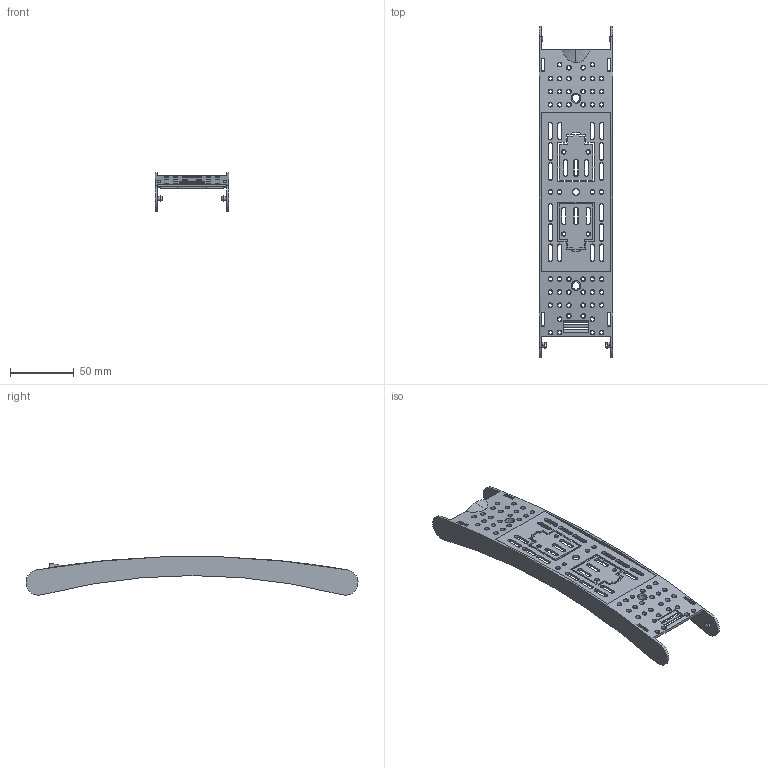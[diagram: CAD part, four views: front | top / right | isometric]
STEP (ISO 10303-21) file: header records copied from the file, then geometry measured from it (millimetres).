
FILE_DESCRIPTION(/* description */ (''),/* implementation_level */ '2;1');
FILE_NAME(/* name */ '3NX3152_000157032_stp_stp.stp',/* time_stamp */ '2024-10-10T09:33:32+02:00',/* author */ (''),/* organization */ (''),/* preprocessor_version */ 'ST-DEVELOPER v18.101',/* originating_system */ 'SIEMENS PLM Software NX 2007',/* authorisation */ '');
FILE_SCHEMA (('AUTOMOTIVE_DESIGN { 1 0 10303 214 3 1 1 1 }'));
Length unit declared in the file: millimetre
Products named in the file (1): 3NX3152_000157032_stp_stp
Bounding box: 58 x 261.08 x 30.15 mm (x, y, z)
Volume: 36182 mm3; surface area: 47254.8 mm2
Topology: 1 solids, 1 shells, 543 faces, 1617 edges, 1084 vertices
Faces by surface type: plane 324, cone 121, bspline 52, cylinder 43, sphere 2, revolution 1
Entity records: 26137 total; most frequent: CARTESIAN_POINT 7996, ORIENTED_EDGE 3170, DIRECTION 2543, EDGE_CURVE 1585, VERTEX_POINT 1067, LINE 962, VECTOR 962, AXIS2_PLACEMENT_3D 790
